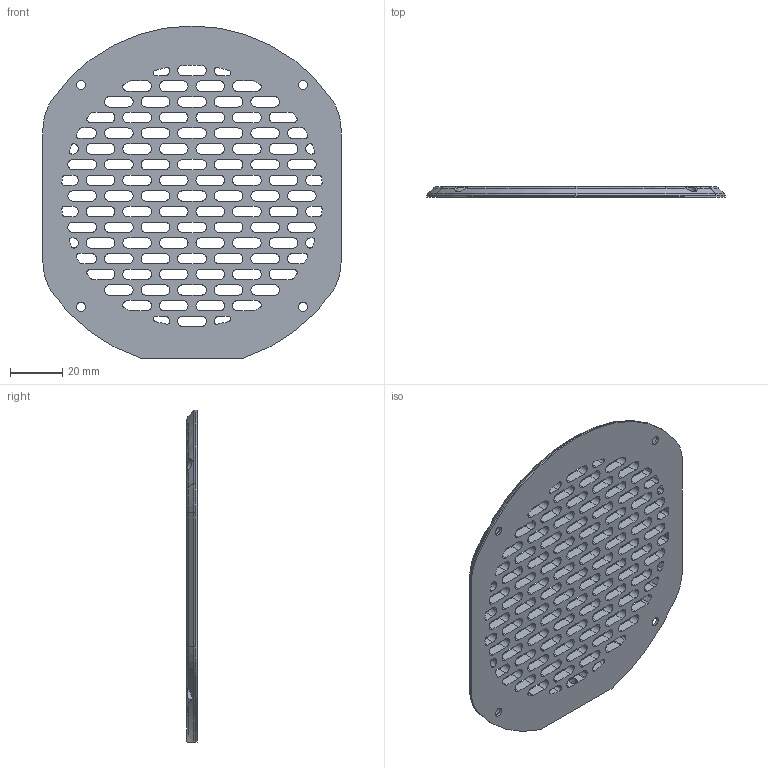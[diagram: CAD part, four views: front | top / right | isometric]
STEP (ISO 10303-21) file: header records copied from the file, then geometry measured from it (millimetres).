
FILE_DESCRIPTION (( 'STEP AP203' ), '1' );
FILE_NAME ('Impeller_Cover.STEP', '2023-04-26T11:20:07', ( '' ), ( '' ), 'SwSTEP 2.0', 'SolidWorks 2018', '' );
FILE_SCHEMA (( 'CONFIG_CONTROL_DESIGN' ));
Length unit declared in the file: millimetre
Products named in the file (1): Impeller_Cover
Bounding box: 114 x 4 x 127 mm (x, y, z)
Volume: 32272.3 mm3; surface area: 28197.1 mm2
Topology: 1 solids, 1 shells, 1024 faces, 2554 edges, 1534 vertices
Faces by surface type: plane 405, cylinder 304, cone 284, torus 19, bspline 12
Entity records: 32427 total; most frequent: CARTESIAN_POINT 7095, DIRECTION 5455, ORIENTED_EDGE 5108, EDGE_CURVE 2554, AXIS2_PLACEMENT_3D 1941, LINE 1573, VECTOR 1573, VERTEX_POINT 1534
